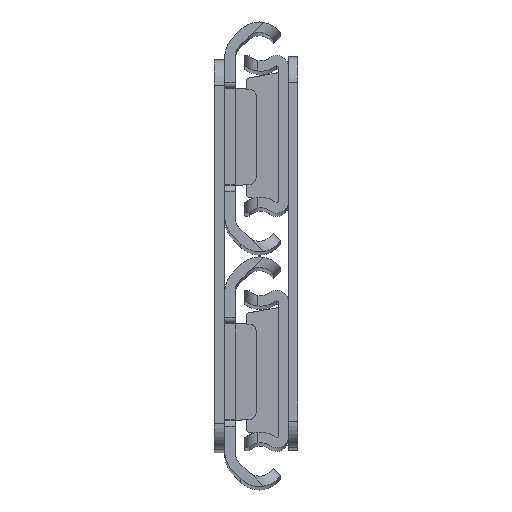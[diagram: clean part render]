
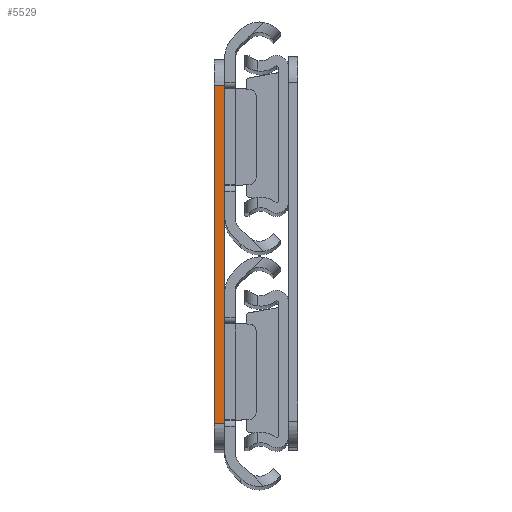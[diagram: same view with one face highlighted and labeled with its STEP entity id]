
A CAD part, top view. The second image highlights one B-rep face of the part: STEP entity #5529.
In plain terms, the highlighted planar face has unit normal (0, 0, 1).
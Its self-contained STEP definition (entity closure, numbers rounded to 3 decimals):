
#53 = FACE_OUTER_BOUND ( 'NONE', #1499, .T. ) ;
#251 = VERTEX_POINT ( 'NONE', #5538 ) ;
#276 = VERTEX_POINT ( 'NONE', #6723 ) ;
#355 = EDGE_CURVE ( 'NONE', #2382, #4796, #1098, .T. ) ;
#584 = CARTESIAN_POINT ( 'NONE',  ( -1.6, 26., 0. ) ) ;
#1098 = LINE ( 'NONE', #584, #4345 ) ;
#1207 = ORIENTED_EDGE ( 'NONE', *, *, #5686, .F. ) ;
#1440 = CARTESIAN_POINT ( 'NONE',  ( -1.6, 26., 0. ) ) ;
#1499 = EDGE_LOOP ( 'NONE', ( #5468, #4127, #1207, #1876 ) ) ;
#1876 = ORIENTED_EDGE ( 'NONE', *, *, #355, .T. ) ;
#2093 = LINE ( 'NONE', #5985, #6372 ) ;
#2275 = AXIS2_PLACEMENT_3D ( 'NONE', #2293, #6817, #6261 ) ;
#2293 = CARTESIAN_POINT ( 'NONE',  ( -1.6, 0., 0. ) ) ;
#2382 = VERTEX_POINT ( 'NONE', #6424 ) ;
#3078 = DIRECTION ( 'NONE',  ( 0., -1., 0. ) ) ;
#4127 = ORIENTED_EDGE ( 'NONE', *, *, #4800, .T. ) ;
#4198 = CARTESIAN_POINT ( 'NONE',  ( 0., 0., 0. ) ) ;
#4345 = VECTOR ( 'NONE', #7205, 1000. ) ;
#4360 = DIRECTION ( 'NONE',  ( 1., 0., 0. ) ) ;
#4395 = EDGE_CURVE ( 'NONE', #4796, #276, #4921, .T. ) ;
#4666 = PLANE ( 'NONE',  #2275 ) ;
#4748 = LINE ( 'NONE', #4198, #6656 ) ;
#4796 = VERTEX_POINT ( 'NONE', #1440 ) ;
#4800 = EDGE_CURVE ( 'NONE', #276, #251, #2093, .T. ) ;
#4921 = LINE ( 'NONE', #7176, #6542 ) ;
#5468 = ORIENTED_EDGE ( 'NONE', *, *, #4395, .T. ) ;
#5529 = ADVANCED_FACE ( 'NONE', ( #53 ), #4666, .T. ) ;
#5538 = CARTESIAN_POINT ( 'NONE',  ( 0., -26., 0. ) ) ;
#5686 = EDGE_CURVE ( 'NONE', #2382, #251, #4748, .T. ) ;
#5985 = CARTESIAN_POINT ( 'NONE',  ( -1.6, -26., 0. ) ) ;
#6057 = DIRECTION ( 'NONE',  ( 0., -1., 0. ) ) ;
#6261 = DIRECTION ( 'NONE',  ( 1., 0., 0. ) ) ;
#6372 = VECTOR ( 'NONE', #4360, 1000. ) ;
#6424 = CARTESIAN_POINT ( 'NONE',  ( 0., 26., 0. ) ) ;
#6542 = VECTOR ( 'NONE', #6057, 1000. ) ;
#6656 = VECTOR ( 'NONE', #3078, 1000. ) ;
#6723 = CARTESIAN_POINT ( 'NONE',  ( -1.6, -26., 0. ) ) ;
#6817 = DIRECTION ( 'NONE',  ( 0., 0., 1. ) ) ;
#7176 = CARTESIAN_POINT ( 'NONE',  ( -1.6, 0., 0. ) ) ;
#7205 = DIRECTION ( 'NONE',  ( -1., 0., 0. ) ) ;
